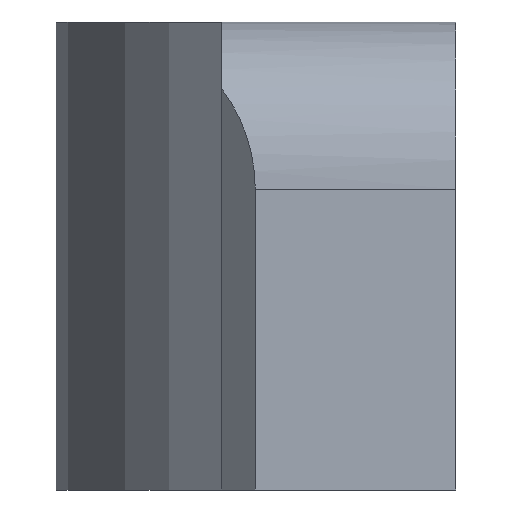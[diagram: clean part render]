
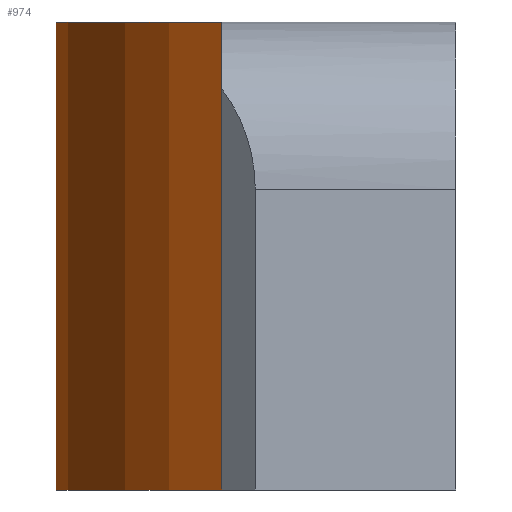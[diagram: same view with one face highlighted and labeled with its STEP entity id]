
A CAD part, left-side view. The second image highlights one B-rep face of the part: STEP entity #974.
In plain terms, the highlighted cylindrical face has radius 12 mm (diameter 24 mm), a partial arc.
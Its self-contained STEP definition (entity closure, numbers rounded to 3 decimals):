
#137 = PLANE('',#138);
#138 = AXIS2_PLACEMENT_3D('',#139,#140,#141);
#139 = CARTESIAN_POINT('',(-21.,7.,0.));
#140 = DIRECTION('',(0.,0.,-1.));
#141 = DIRECTION('',(-1.,0.,0.));
#203 = PLANE('',#204);
#204 = AXIS2_PLACEMENT_3D('',#205,#206,#207);
#205 = CARTESIAN_POINT('',(-21.,7.,0.));
#206 = DIRECTION('',(0.,1.,0.));
#207 = DIRECTION('',(0.,0.,1.));
#281 = PLANE('',#282);
#282 = AXIS2_PLACEMENT_3D('',#283,#284,#285);
#283 = CARTESIAN_POINT('',(-21.,7.,14.));
#284 = DIRECTION('',(0.,0.,1.));
#285 = DIRECTION('',(1.,0.,0.));
#321 = VERTEX_POINT('',#322);
#322 = CARTESIAN_POINT('',(-9.747,7.,0.));
#343 = EDGE_CURVE('',#344,#321,#346,.T.);
#344 = VERTEX_POINT('',#345);
#345 = CARTESIAN_POINT('',(9.747,7.,0.));
#346 = SURFACE_CURVE('',#347,(#352,#363),.PCURVE_S1.);
#347 = CIRCLE('',#348,12.);
#348 = AXIS2_PLACEMENT_3D('',#349,#350,#351);
#349 = CARTESIAN_POINT('',(0.,0.,0.));
#350 = DIRECTION('',(0.,0.,1.));
#351 = DIRECTION('',(1.,0.,0.));
#352 = PCURVE('',#137,#353);
#353 = DEFINITIONAL_REPRESENTATION('',(#354),#362);
#354 = ( BOUNDED_CURVE() B_SPLINE_CURVE(2,(#355,#356,#357,#358,#359,#360
,#361),.UNSPECIFIED.,.T.,.F.) B_SPLINE_CURVE_WITH_KNOTS((1,2,2,2,2,1),(
    -2.094,0.,2.094,4.189,6.283,
8.378),.UNSPECIFIED.) CURVE() GEOMETRIC_REPRESENTATION_ITEM() 
RATIONAL_B_SPLINE_CURVE((1.,0.5,1.,0.5,1.,0.5,1.)) REPRESENTATION_ITEM(
  '') );
#355 = CARTESIAN_POINT('',(-33.,-7.));
#356 = CARTESIAN_POINT('',(-33.,13.785));
#357 = CARTESIAN_POINT('',(-15.,3.392));
#358 = CARTESIAN_POINT('',(3.,-7.));
#359 = CARTESIAN_POINT('',(-15.,-17.392));
#360 = CARTESIAN_POINT('',(-33.,-27.785));
#361 = CARTESIAN_POINT('',(-33.,-7.));
#362 = ( GEOMETRIC_REPRESENTATION_CONTEXT(2) 
PARAMETRIC_REPRESENTATION_CONTEXT() REPRESENTATION_CONTEXT('2D SPACE',''
  ) );
#363 = PCURVE('',#364,#369);
#364 = CYLINDRICAL_SURFACE('',#365,12.);
#365 = AXIS2_PLACEMENT_3D('',#366,#367,#368);
#366 = CARTESIAN_POINT('',(0.,0.,0.));
#367 = DIRECTION('',(0.,0.,1.));
#368 = DIRECTION('',(1.,0.,0.));
#369 = DEFINITIONAL_REPRESENTATION('',(#370),#374);
#370 = LINE('',#371,#372);
#371 = CARTESIAN_POINT('',(0.,0.));
#372 = VECTOR('',#373,1.);
#373 = DIRECTION('',(1.,0.));
#374 = ( GEOMETRIC_REPRESENTATION_CONTEXT(2) 
PARAMETRIC_REPRESENTATION_CONTEXT() REPRESENTATION_CONTEXT('2D SPACE',''
  ) );
#392 = PLANE('',#393);
#393 = AXIS2_PLACEMENT_3D('',#394,#395,#396);
#394 = CARTESIAN_POINT('',(-21.,7.,0.));
#395 = DIRECTION('',(0.,1.,0.));
#396 = DIRECTION('',(0.,0.,1.));
#731 = VERTEX_POINT('',#732);
#732 = CARTESIAN_POINT('',(-9.747,7.,14.));
#753 = EDGE_CURVE('',#321,#731,#754,.T.);
#754 = SURFACE_CURVE('',#755,(#759,#765),.PCURVE_S1.);
#755 = LINE('',#756,#757);
#756 = CARTESIAN_POINT('',(-9.747,7.,0.));
#757 = VECTOR('',#758,1.);
#758 = DIRECTION('',(0.,0.,1.));
#759 = PCURVE('',#203,#760);
#760 = DEFINITIONAL_REPRESENTATION('',(#761),#764);
#761 = B_SPLINE_CURVE_WITH_KNOTS('',1,(#762,#763),.UNSPECIFIED.,.F.,.F.,
  (2,2),(0.,14.),.PIECEWISE_BEZIER_KNOTS.);
#762 = CARTESIAN_POINT('',(0.,11.253));
#763 = CARTESIAN_POINT('',(14.,11.253));
#764 = ( GEOMETRIC_REPRESENTATION_CONTEXT(2) 
PARAMETRIC_REPRESENTATION_CONTEXT() REPRESENTATION_CONTEXT('2D SPACE',''
  ) );
#765 = PCURVE('',#364,#766);
#766 = DEFINITIONAL_REPRESENTATION('',(#767),#770);
#767 = B_SPLINE_CURVE_WITH_KNOTS('',1,(#768,#769),.UNSPECIFIED.,.F.,.F.,
  (2,2),(0.,14.),.PIECEWISE_BEZIER_KNOTS.);
#768 = CARTESIAN_POINT('',(2.519,0.));
#769 = CARTESIAN_POINT('',(2.519,14.));
#770 = ( GEOMETRIC_REPRESENTATION_CONTEXT(2) 
PARAMETRIC_REPRESENTATION_CONTEXT() REPRESENTATION_CONTEXT('2D SPACE',''
  ) );
#881 = VERTEX_POINT('',#882);
#882 = CARTESIAN_POINT('',(9.747,7.,14.));
#903 = EDGE_CURVE('',#881,#731,#904,.T.);
#904 = SURFACE_CURVE('',#905,(#910,#917),.PCURVE_S1.);
#905 = CIRCLE('',#906,12.);
#906 = AXIS2_PLACEMENT_3D('',#907,#908,#909);
#907 = CARTESIAN_POINT('',(0.,0.,14.));
#908 = DIRECTION('',(0.,0.,1.));
#909 = DIRECTION('',(1.,0.,0.));
#910 = PCURVE('',#281,#911);
#911 = DEFINITIONAL_REPRESENTATION('',(#912),#916);
#912 = CIRCLE('',#913,12.);
#913 = AXIS2_PLACEMENT_2D('',#914,#915);
#914 = CARTESIAN_POINT('',(21.,-7.));
#915 = DIRECTION('',(1.,0.));
#916 = ( GEOMETRIC_REPRESENTATION_CONTEXT(2) 
PARAMETRIC_REPRESENTATION_CONTEXT() REPRESENTATION_CONTEXT('2D SPACE',''
  ) );
#917 = PCURVE('',#364,#918);
#918 = DEFINITIONAL_REPRESENTATION('',(#919),#923);
#919 = LINE('',#920,#921);
#920 = CARTESIAN_POINT('',(0.,14.));
#921 = VECTOR('',#922,1.);
#922 = DIRECTION('',(1.,0.));
#923 = ( GEOMETRIC_REPRESENTATION_CONTEXT(2) 
PARAMETRIC_REPRESENTATION_CONTEXT() REPRESENTATION_CONTEXT('2D SPACE',''
  ) );
#974 = ADVANCED_FACE('',(#975),#364,.T.);
#975 = FACE_BOUND('',#976,.T.);
#976 = EDGE_LOOP('',(#977,#978,#997,#998));
#977 = ORIENTED_EDGE('',*,*,#903,.F.);
#978 = ORIENTED_EDGE('',*,*,#979,.F.);
#979 = EDGE_CURVE('',#344,#881,#980,.T.);
#980 = SURFACE_CURVE('',#981,(#985,#991),.PCURVE_S1.);
#981 = LINE('',#982,#983);
#982 = CARTESIAN_POINT('',(9.747,7.,0.));
#983 = VECTOR('',#984,1.);
#984 = DIRECTION('',(0.,0.,1.));
#985 = PCURVE('',#364,#986);
#986 = DEFINITIONAL_REPRESENTATION('',(#987),#990);
#987 = B_SPLINE_CURVE_WITH_KNOTS('',1,(#988,#989),.UNSPECIFIED.,.F.,.F.,
  (2,2),(0.,14.),.PIECEWISE_BEZIER_KNOTS.);
#988 = CARTESIAN_POINT('',(0.623,0.));
#989 = CARTESIAN_POINT('',(0.623,14.));
#990 = ( GEOMETRIC_REPRESENTATION_CONTEXT(2) 
PARAMETRIC_REPRESENTATION_CONTEXT() REPRESENTATION_CONTEXT('2D SPACE',''
  ) );
#991 = PCURVE('',#392,#992);
#992 = DEFINITIONAL_REPRESENTATION('',(#993),#996);
#993 = B_SPLINE_CURVE_WITH_KNOTS('',1,(#994,#995),.UNSPECIFIED.,.F.,.F.,
  (2,2),(0.,14.),.PIECEWISE_BEZIER_KNOTS.);
#994 = CARTESIAN_POINT('',(0.,30.747));
#995 = CARTESIAN_POINT('',(14.,30.747));
#996 = ( GEOMETRIC_REPRESENTATION_CONTEXT(2) 
PARAMETRIC_REPRESENTATION_CONTEXT() REPRESENTATION_CONTEXT('2D SPACE',''
  ) );
#997 = ORIENTED_EDGE('',*,*,#343,.T.);
#998 = ORIENTED_EDGE('',*,*,#753,.T.);
